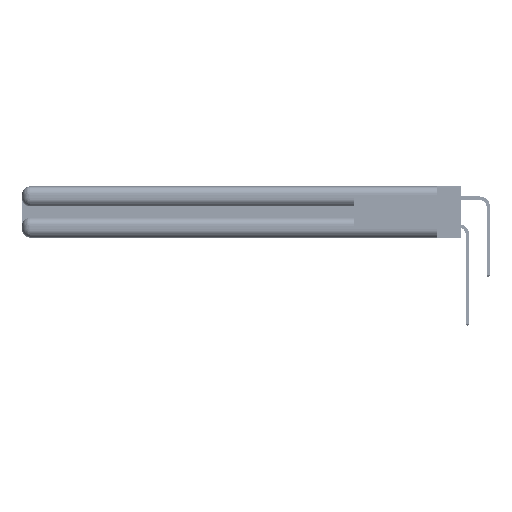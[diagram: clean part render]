
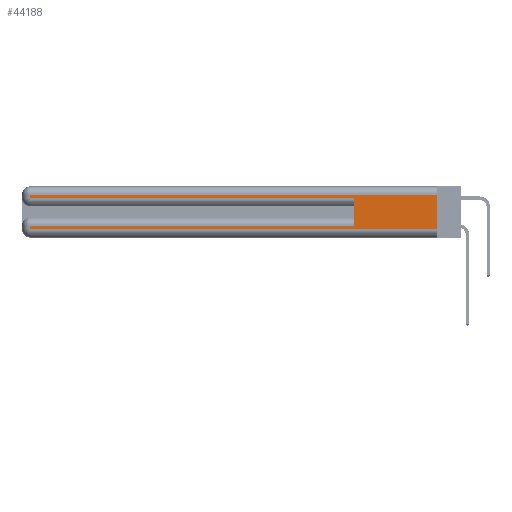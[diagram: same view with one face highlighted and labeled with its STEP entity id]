
A CAD part, left-side view. The second image highlights one B-rep face of the part: STEP entity #44188.
In plain terms, the highlighted planar face has unit normal (-1, 0, 0).
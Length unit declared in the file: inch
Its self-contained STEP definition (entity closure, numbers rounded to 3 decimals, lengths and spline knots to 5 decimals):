
#412 = AXIS2_PLACEMENT_3D ( 'NONE', #22477, #45210, #18128 ) ;
#1004 = LINE ( 'NONE', #24640, #11798 ) ;
#1132 = VECTOR ( 'NONE', #36737, 39.37008 ) ;
#3205 = LINE ( 'NONE', #19784, #15422 ) ;
#3862 = LINE ( 'NONE', #4178, #52159 ) ;
#4178 = CARTESIAN_POINT ( 'NONE',  ( 0., 0.6, 0.145 ) ) ;
#6160 = ORIENTED_EDGE ( 'NONE', *, *, #20320, .T. ) ;
#7906 = FACE_OUTER_BOUND ( 'NONE', #24863, .T. ) ;
#8513 = LINE ( 'NONE', #18121, #31256 ) ;
#9465 = CARTESIAN_POINT ( 'NONE',  ( 0., 0., 0.31 ) ) ;
#10026 = CARTESIAN_POINT ( 'NONE',  ( 0., 2.94, 0.31 ) ) ;
#11028 = CARTESIAN_POINT ( 'NONE',  ( 0., 0.6, 0.285 ) ) ;
#11798 = VECTOR ( 'NONE', #47197, 39.37008 ) ;
#12918 = EDGE_CURVE ( 'NONE', #32667, #34357, #20929, .T. ) ;
#12932 = ORIENTED_EDGE ( 'NONE', *, *, #12918, .T. ) ;
#13368 = LINE ( 'NONE', #18698, #1132 ) ;
#14475 = VERTEX_POINT ( 'NONE', #48386 ) ;
#15422 = VECTOR ( 'NONE', #37803, 39.37008 ) ;
#15500 = ORIENTED_EDGE ( 'NONE', *, *, #57505, .T. ) ;
#16155 = VECTOR ( 'NONE', #19475, 39.37008 ) ;
#18121 = CARTESIAN_POINT ( 'NONE',  ( 0., 0., 0.285 ) ) ;
#18128 = DIRECTION ( 'NONE',  ( 0., 0., -1. ) ) ;
#18473 = CARTESIAN_POINT ( 'NONE',  ( 0., 2.94, 0.06 ) ) ;
#18698 = CARTESIAN_POINT ( 'NONE',  ( 0., 0., 0.37 ) ) ;
#19297 = DIRECTION ( 'NONE',  ( 0., 1., 0. ) ) ;
#19475 = DIRECTION ( 'NONE',  ( 0., 0., -1. ) ) ;
#19784 = CARTESIAN_POINT ( 'NONE',  ( 0., 2.94, 0.37 ) ) ;
#20320 = EDGE_CURVE ( 'NONE', #14475, #56282, #8513, .T. ) ;
#20929 = LINE ( 'NONE', #41868, #31547 ) ;
#21015 = LINE ( 'NONE', #48972, #43652 ) ;
#22250 = ORIENTED_EDGE ( 'NONE', *, *, #51261, .T. ) ;
#22477 = CARTESIAN_POINT ( 'NONE',  ( 0., 0., 0.37 ) ) ;
#23155 = CARTESIAN_POINT ( 'NONE',  ( 0., 0.6, 0.085 ) ) ;
#24640 = CARTESIAN_POINT ( 'NONE',  ( 0., 0., 0.31 ) ) ;
#24863 = EDGE_LOOP ( 'NONE', ( #40653, #36896, #22250, #6160, #55583, #12932, #45294, #15500 ) ) ;
#26759 = LINE ( 'NONE', #33178, #16155 ) ;
#27046 = VERTEX_POINT ( 'NONE', #18473 ) ;
#31256 = VECTOR ( 'NONE', #54279, 39.37008 ) ;
#31547 = VECTOR ( 'NONE', #19297, 39.37008 ) ;
#32496 = CARTESIAN_POINT ( 'NONE',  ( 0., 0., 0.06 ) ) ;
#32667 = VERTEX_POINT ( 'NONE', #23155 ) ;
#32758 = VERTEX_POINT ( 'NONE', #32496 ) ;
#33178 = CARTESIAN_POINT ( 'NONE',  ( 0., 2.94, 0.37 ) ) ;
#34357 = VERTEX_POINT ( 'NONE', #48688 ) ;
#35889 = EDGE_CURVE ( 'NONE', #34357, #27046, #26759, .T. ) ;
#36044 = DIRECTION ( 'NONE',  ( 0., 0., 1. ) ) ;
#36549 = VERTEX_POINT ( 'NONE', #10026 ) ;
#36737 = DIRECTION ( 'NONE',  ( 0., 0., -1. ) ) ;
#36896 = ORIENTED_EDGE ( 'NONE', *, *, #41667, .T. ) ;
#37803 = DIRECTION ( 'NONE',  ( 0., 0., -1. ) ) ;
#40653 = ORIENTED_EDGE ( 'NONE', *, *, #46378, .F. ) ;
#40700 = PLANE ( 'NONE',  #412 ) ;
#41667 = EDGE_CURVE ( 'NONE', #43017, #36549, #1004, .T. ) ;
#41868 = CARTESIAN_POINT ( 'NONE',  ( 0., 0., 0.085 ) ) ;
#43017 = VERTEX_POINT ( 'NONE', #9465 ) ;
#43652 = VECTOR ( 'NONE', #53497, 39.37008 ) ;
#44188 = ADVANCED_FACE ( 'NONE', ( #7906 ), #40700, .F. ) ;
#45210 = DIRECTION ( 'NONE',  ( 1., 0., 0. ) ) ;
#45294 = ORIENTED_EDGE ( 'NONE', *, *, #35889, .T. ) ;
#46378 = EDGE_CURVE ( 'NONE', #43017, #32758, #13368, .T. ) ;
#47197 = DIRECTION ( 'NONE',  ( 0., 1., 0. ) ) ;
#48386 = CARTESIAN_POINT ( 'NONE',  ( 0., 2.94, 0.285 ) ) ;
#48688 = CARTESIAN_POINT ( 'NONE',  ( 0., 2.94, 0.085 ) ) ;
#48972 = CARTESIAN_POINT ( 'NONE',  ( 0., 0., 0.06 ) ) ;
#51261 = EDGE_CURVE ( 'NONE', #36549, #14475, #3205, .T. ) ;
#51884 = EDGE_CURVE ( 'NONE', #32667, #56282, #3862, .T. ) ;
#52159 = VECTOR ( 'NONE', #36044, 39.37008 ) ;
#53497 = DIRECTION ( 'NONE',  ( 0., -1., 0. ) ) ;
#54279 = DIRECTION ( 'NONE',  ( 0., -1., 0. ) ) ;
#55583 = ORIENTED_EDGE ( 'NONE', *, *, #51884, .F. ) ;
#56282 = VERTEX_POINT ( 'NONE', #11028 ) ;
#57505 = EDGE_CURVE ( 'NONE', #27046, #32758, #21015, .T. ) ;
